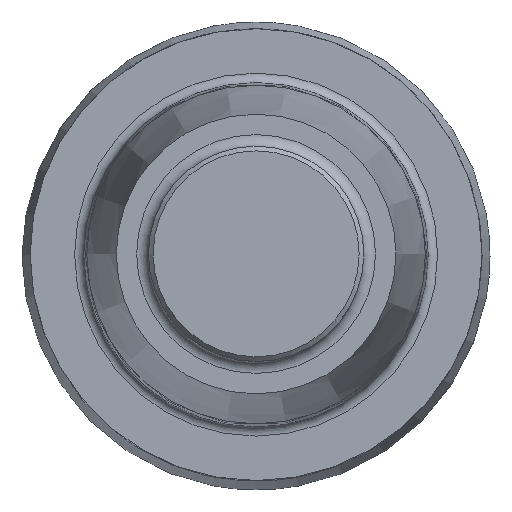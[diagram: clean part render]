
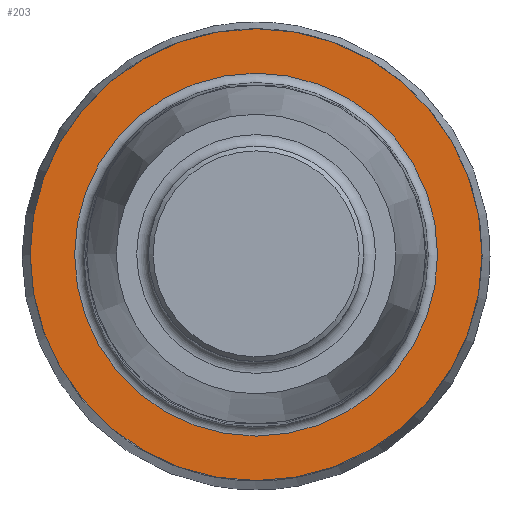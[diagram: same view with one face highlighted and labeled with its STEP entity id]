
A CAD part, top view. The second image highlights one B-rep face of the part: STEP entity #203.
In plain terms, the highlighted planar face has unit normal (0, 0, 1).
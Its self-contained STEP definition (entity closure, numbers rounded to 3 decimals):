
#172=FACE_BOUND('',#268,.T.);
#173=FACE_BOUND('',#269,.T.);
#203=ADVANCED_FACE('',(#172,#173),#226,.F.);
#226=PLANE('',#597);
#268=EDGE_LOOP('',(#334));
#269=EDGE_LOOP('',(#335));
#334=ORIENTED_EDGE('',*,*,#452,.T.);
#335=ORIENTED_EDGE('',*,*,#451,.F.);
#414=VERTEX_POINT('',#985);
#415=VERTEX_POINT('',#988);
#451=EDGE_CURVE('',#414,#414,#483,.T.);
#452=EDGE_CURVE('',#415,#415,#484,.T.);
#483=CIRCLE('',#594,9.65);
#484=CIRCLE('',#596,7.75);
#594=AXIS2_PLACEMENT_3D('',#984,#693,#694);
#596=AXIS2_PLACEMENT_3D('',#987,#697,#698);
#597=AXIS2_PLACEMENT_3D('',#989,#699,#700);
#693=DIRECTION('',(0.,0.,-1.));
#694=DIRECTION('',(-1.,0.,0.));
#697=DIRECTION('',(0.,0.,-1.));
#698=DIRECTION('',(-1.,0.,0.));
#699=DIRECTION('',(0.,0.,-1.));
#700=DIRECTION('',(-1.,0.,0.));
#984=CARTESIAN_POINT('',(0.,0.,0.));
#985=CARTESIAN_POINT('',(-9.65,0.,0.));
#987=CARTESIAN_POINT('',(0.,0.,0.));
#988=CARTESIAN_POINT('',(-7.75,0.,0.));
#989=CARTESIAN_POINT('',(-7.365,0.,0.));
